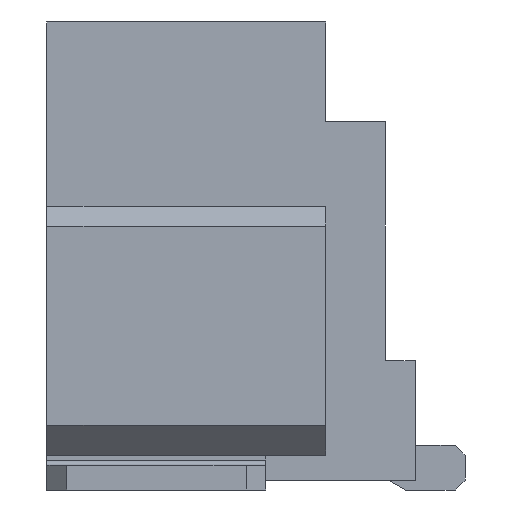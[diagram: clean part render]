
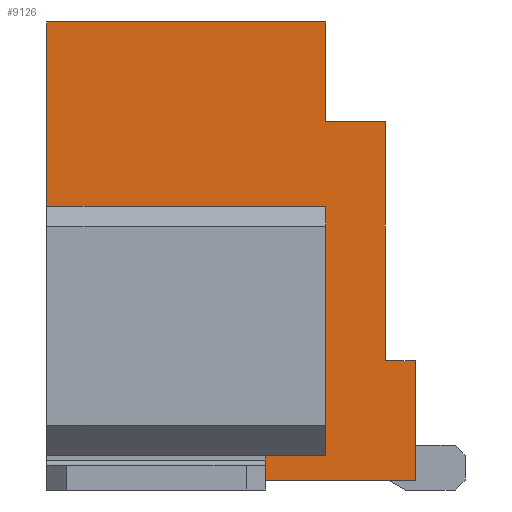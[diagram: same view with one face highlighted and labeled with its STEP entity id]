
A CAD part, left-side view. The second image highlights one B-rep face of the part: STEP entity #9126.
In plain terms, the highlighted planar face has unit normal (-1, 0, 0).
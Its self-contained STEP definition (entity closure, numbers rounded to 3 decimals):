
#73=DIRECTION('',(0.,0.,1.));
#74=VECTOR('',#73,1.2);
#75=CARTESIAN_POINT('',(-9.625,-1.85,-2.3));
#76=LINE('',#75,#74);
#1237=DIRECTION('',(0.,-1.,0.));
#1238=VECTOR('',#1237,2.8);
#1239=CARTESIAN_POINT('',(-9.625,1.85,2.3));
#1240=LINE('',#1239,#1238);
#1733=DIRECTION('',(0.,0.,-1.));
#1734=VECTOR('',#1733,1.);
#1735=CARTESIAN_POINT('',(-9.625,-0.95,2.3));
#1736=LINE('',#1735,#1734);
#1737=DIRECTION('',(0.,-1.,0.));
#1738=VECTOR('',#1737,0.6);
#1739=CARTESIAN_POINT('',(-9.625,-0.95,1.3));
#1740=LINE('',#1739,#1738);
#1741=DIRECTION('',(0.,0.,-1.));
#1742=VECTOR('',#1741,2.4);
#1743=CARTESIAN_POINT('',(-9.625,-1.55,1.3));
#1744=LINE('',#1743,#1742);
#1745=DIRECTION('',(0.,1.,0.));
#1746=VECTOR('',#1745,0.3);
#1747=CARTESIAN_POINT('',(-9.625,-1.85,-1.1));
#1748=LINE('',#1747,#1746);
#1749=DIRECTION('',(0.,0.,1.));
#1750=VECTOR('',#1749,0.25);
#1751=CARTESIAN_POINT('',(-9.625,1.85,-2.3));
#1752=LINE('',#1751,#1750);
#1753=DIRECTION('',(0.,-1.,0.));
#1754=VECTOR('',#1753,2.8);
#1755=CARTESIAN_POINT('',(-9.625,1.85,-2.05));
#1756=LINE('',#1755,#1754);
#1757=DIRECTION('',(0.,0.,-1.));
#1758=VECTOR('',#1757,2.5);
#1759=CARTESIAN_POINT('',(-9.625,-0.95,0.45));
#1760=LINE('',#1759,#1758);
#1761=DIRECTION('',(0.,-1.,0.));
#1762=VECTOR('',#1761,2.8);
#1763=CARTESIAN_POINT('',(-9.625,1.85,0.45));
#1764=LINE('',#1763,#1762);
#1765=DIRECTION('',(0.,0.,1.));
#1766=VECTOR('',#1765,1.85);
#1767=CARTESIAN_POINT('',(-9.625,1.85,0.45));
#1768=LINE('',#1767,#1766);
#1833=DIRECTION('',(0.,-1.,0.));
#1834=VECTOR('',#1833,3.7);
#1835=CARTESIAN_POINT('',(-9.625,1.85,-2.3));
#1836=LINE('',#1835,#1834);
#5615=CARTESIAN_POINT('',(-9.625,1.85,-2.3));
#5616=CARTESIAN_POINT('',(-9.625,-1.85,-2.3));
#5617=VERTEX_POINT('',#5615);
#5618=VERTEX_POINT('',#5616);
#5655=CARTESIAN_POINT('',(-9.625,-0.95,0.45));
#5656=CARTESIAN_POINT('',(-9.625,-0.95,-2.05));
#5657=VERTEX_POINT('',#5655);
#5658=VERTEX_POINT('',#5656);
#5659=CARTESIAN_POINT('',(-9.625,1.85,0.45));
#5660=VERTEX_POINT('',#5659);
#5667=CARTESIAN_POINT('',(-9.625,1.85,2.3));
#5668=VERTEX_POINT('',#5667);
#5703=CARTESIAN_POINT('',(-9.625,-1.85,-1.1));
#5704=CARTESIAN_POINT('',(-9.625,-1.55,-1.1));
#5705=VERTEX_POINT('',#5703);
#5706=VERTEX_POINT('',#5704);
#5712=CARTESIAN_POINT('',(-9.625,-1.55,1.3));
#5714=VERTEX_POINT('',#5712);
#5881=CARTESIAN_POINT('',(-9.625,-0.95,2.3));
#5882=CARTESIAN_POINT('',(-9.625,-0.95,1.3));
#5883=VERTEX_POINT('',#5881);
#5884=VERTEX_POINT('',#5882);
#6303=CARTESIAN_POINT('',(-9.625,1.85,-2.05));
#6304=VERTEX_POINT('',#6303);
#9101=CARTESIAN_POINT('',(-9.625,1.85,-2.3));
#9102=DIRECTION('',(-1.,0.,0.));
#9103=DIRECTION('',(0.,-1.,0.));
#9104=AXIS2_PLACEMENT_3D('',#9101,#9102,#9103);
#9105=PLANE('',#9104);
#9106=ORIENTED_EDGE('',*,*,#8629,.T.);
#9108=ORIENTED_EDGE('',*,*,#9107,.T.);
#9110=ORIENTED_EDGE('',*,*,#9109,.T.);
#9111=ORIENTED_EDGE('',*,*,#8744,.F.);
#9112=ORIENTED_EDGE('',*,*,#7500,.F.);
#9114=ORIENTED_EDGE('',*,*,#9113,.F.);
#9115=ORIENTED_EDGE('',*,*,#7943,.T.);
#9117=ORIENTED_EDGE('',*,*,#9116,.T.);
#9119=ORIENTED_EDGE('',*,*,#9118,.F.);
#9121=ORIENTED_EDGE('',*,*,#9120,.F.);
#9122=ORIENTED_EDGE('',*,*,#7921,.T.);
#9123=ORIENTED_EDGE('',*,*,#8570,.T.);
#9124=EDGE_LOOP('',(#9106,#9108,#9110,#9111,#9112,#9114,#9115,#9117,#9119,#9121,
#9122,#9123));
#9125=FACE_OUTER_BOUND('',#9124,.F.);
#9126=ADVANCED_FACE('',(#9125),#9105,.T.);
#7500=EDGE_CURVE('',#5618,#5705,#76,.T.);
#7921=EDGE_CURVE('',#5660,#5668,#1768,.T.);
#7943=EDGE_CURVE('',#5617,#6304,#1752,.T.);
#8570=EDGE_CURVE('',#5668,#5883,#1240,.T.);
#8629=EDGE_CURVE('',#5883,#5884,#1736,.T.);
#8744=EDGE_CURVE('',#5705,#5706,#1748,.T.);
#9107=EDGE_CURVE('',#5884,#5714,#1740,.T.);
#9109=EDGE_CURVE('',#5714,#5706,#1744,.T.);
#9113=EDGE_CURVE('',#5617,#5618,#1836,.T.);
#9116=EDGE_CURVE('',#6304,#5658,#1756,.T.);
#9118=EDGE_CURVE('',#5657,#5658,#1760,.T.);
#9120=EDGE_CURVE('',#5660,#5657,#1764,.T.);
